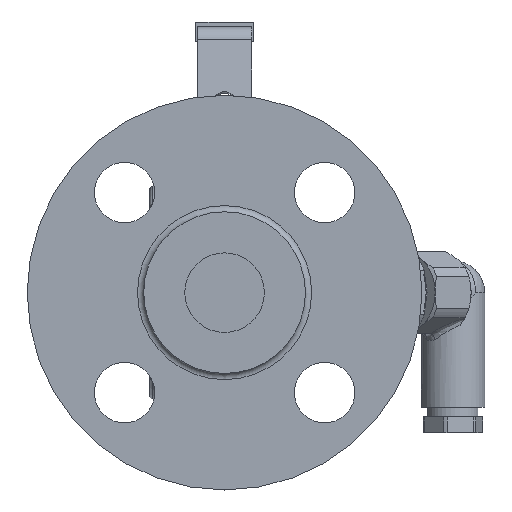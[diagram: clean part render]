
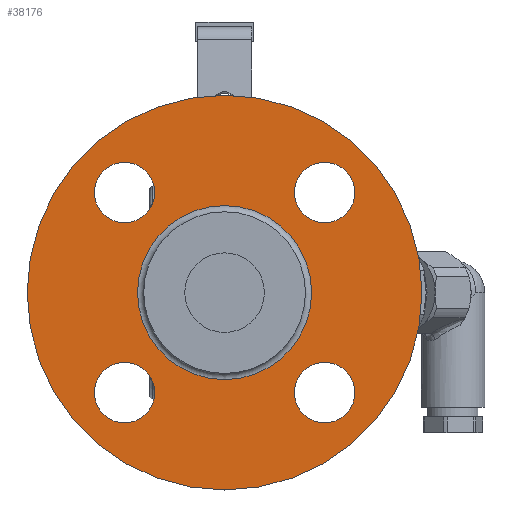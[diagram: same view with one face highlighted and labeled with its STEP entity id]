
A CAD part, left-side view. The second image highlights one B-rep face of the part: STEP entity #38176.
In plain terms, the highlighted planar face has unit normal (-1, 0, 0).
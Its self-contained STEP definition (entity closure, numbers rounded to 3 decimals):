
#2773=FACE_BOUND('',#12883,.T.);
#2774=FACE_BOUND('',#12884,.T.);
#2775=FACE_BOUND('',#12885,.T.);
#2776=FACE_BOUND('',#12886,.T.);
#2777=FACE_BOUND('',#12887,.T.);
#3389=PLANE('',#41954);
#10377=FACE_OUTER_BOUND('',#12882,.T.);
#12882=EDGE_LOOP('',(#32481));
#12883=EDGE_LOOP('',(#32482));
#12884=EDGE_LOOP('',(#32483));
#12885=EDGE_LOOP('',(#32484));
#12886=EDGE_LOOP('',(#32485));
#12887=EDGE_LOOP('',(#32486));
#15089=CIRCLE('',#41939,62.);
#15091=CIRCLE('',#41943,9.5);
#15093=CIRCLE('',#41946,9.5);
#15095=CIRCLE('',#41949,9.5);
#15097=CIRCLE('',#41952,9.5);
#15099=CIRCLE('',#41955,27.336);
#18103=VERTEX_POINT('',#71507);
#18105=VERTEX_POINT('',#71515);
#18107=VERTEX_POINT('',#71521);
#18109=VERTEX_POINT('',#71527);
#18111=VERTEX_POINT('',#71533);
#18113=VERTEX_POINT('',#71539);
#23041=EDGE_CURVE('',#18103,#18103,#15089,.T.);
#23044=EDGE_CURVE('',#18105,#18105,#15091,.T.);
#23047=EDGE_CURVE('',#18107,#18107,#15093,.T.);
#23050=EDGE_CURVE('',#18109,#18109,#15095,.T.);
#23053=EDGE_CURVE('',#18111,#18111,#15097,.T.);
#23056=EDGE_CURVE('',#18113,#18113,#15099,.T.);
#32481=ORIENTED_EDGE('',*,*,#23041,.F.);
#32482=ORIENTED_EDGE('',*,*,#23044,.T.);
#32483=ORIENTED_EDGE('',*,*,#23047,.T.);
#32484=ORIENTED_EDGE('',*,*,#23050,.T.);
#32485=ORIENTED_EDGE('',*,*,#23053,.T.);
#32486=ORIENTED_EDGE('',*,*,#23056,.F.);
#38176=ADVANCED_FACE('',(#10377,#2773,#2774,#2775,#2776,#2777),#3389,.F.);
#41939=AXIS2_PLACEMENT_3D('',#71509,#50463,#50464);
#41943=AXIS2_PLACEMENT_3D('',#71516,#50472,#50473);
#41946=AXIS2_PLACEMENT_3D('',#71522,#50479,#50480);
#41949=AXIS2_PLACEMENT_3D('',#71528,#50486,#50487);
#41952=AXIS2_PLACEMENT_3D('',#71534,#50493,#50494);
#41954=AXIS2_PLACEMENT_3D('',#71538,#50498,#50499);
#41955=AXIS2_PLACEMENT_3D('',#71540,#50500,#50501);
#50463=DIRECTION('center_axis',(1.,0.,0.));
#50464=DIRECTION('ref_axis',(0.,0.,
-1.));
#50472=DIRECTION('center_axis',(1.,0.,0.));
#50473=DIRECTION('ref_axis',(0.,0.,
1.));
#50479=DIRECTION('center_axis',(1.,0.,0.));
#50480=DIRECTION('ref_axis',(0.,-1.,0.));
#50486=DIRECTION('center_axis',(1.,0.,0.));
#50487=DIRECTION('ref_axis',(0.,0.,
-1.));
#50493=DIRECTION('center_axis',(1.,0.,0.));
#50494=DIRECTION('ref_axis',(0.,1.,0.));
#50498=DIRECTION('center_axis',(1.,0.,0.));
#50499=DIRECTION('ref_axis',(0.,0.,
-1.));
#50500=DIRECTION('center_axis',(-1.,0.,0.));
#50501=DIRECTION('ref_axis',(0.,0.,
1.));
#71507=CARTESIAN_POINT('',(-302.036,18.833,60.483));
#71509=CARTESIAN_POINT('Origin',(-302.036,18.833,-1.517));
#71515=CARTESIAN_POINT('',(-302.036,50.264,20.414));
#71516=CARTESIAN_POINT('Origin',(-302.036,50.264,29.914));
#71521=CARTESIAN_POINT('',(-302.036,-3.098,29.914));
#71522=CARTESIAN_POINT('Origin',(-302.036,-12.598,29.914));
#71527=CARTESIAN_POINT('',(-302.036,-12.598,-23.448));
#71528=CARTESIAN_POINT('Origin',(-302.036,-12.598,-32.948));
#71533=CARTESIAN_POINT('',(-302.036,40.764,-32.948));
#71534=CARTESIAN_POINT('Origin',(-302.036,50.264,-32.948));
#71538=CARTESIAN_POINT('Origin',(-302.036,18.833,-1.517));
#71539=CARTESIAN_POINT('',(-302.036,18.833,-28.854));
#71540=CARTESIAN_POINT('Origin',(-302.036,18.833,-1.517));
